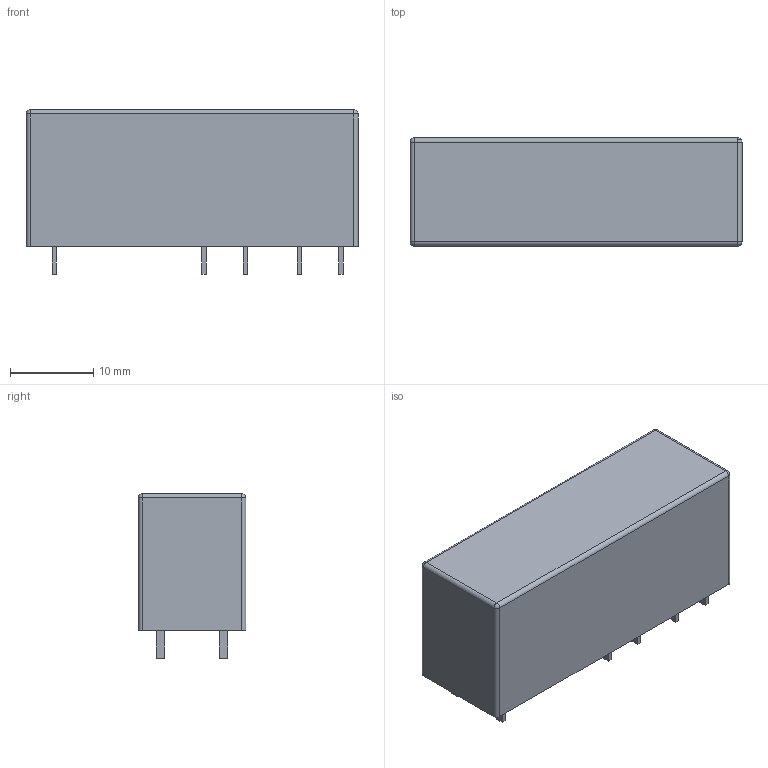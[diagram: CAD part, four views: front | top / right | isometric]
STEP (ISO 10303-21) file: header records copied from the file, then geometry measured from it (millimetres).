
FILE_DESCRIPTION((''),'2;1');
FILE_NAME('REL_TYCO_SCHRACK_SR4D4024.stp','2013-02-26T14:46:09',(''),(''),'Mechanical Desktop 2011','Mechanical Desktop 2011',', , ');
FILE_SCHEMA(('AUTOMOTIVE_DESIGN { 1 2 10303 214 1 1 1 1 }'));
Length unit declared in the file: millimetre
Products named in the file (1): Product
Bounding box: 40 x 13 x 19.8 mm (x, y, z)
Volume: 8587.4 mm3; surface area: 2860.7 mm2
Topology: 11 solids, 11 shells, 79 faces, 162 edges, 103 vertices
Faces by surface type: plane 66, cylinder 8, sphere 5
Entity records: 2068 total; most frequent: CARTESIAN_POINT 343, DIRECTION 340, ORIENTED_EDGE 320, EDGE_CURVE 160, VECTOR 140, LINE 140, VERTEX_POINT 103, AXIS2_PLACEMENT_3D 100
